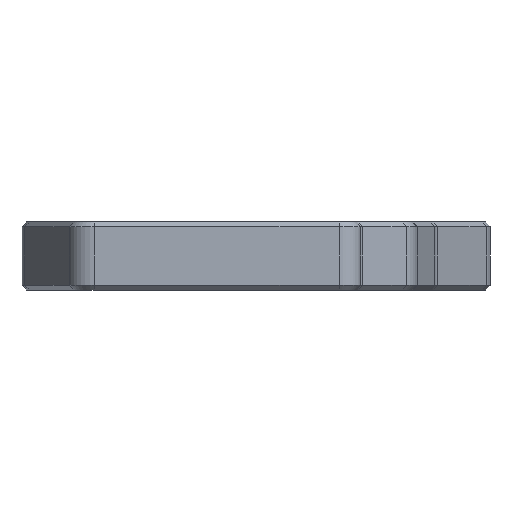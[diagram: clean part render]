
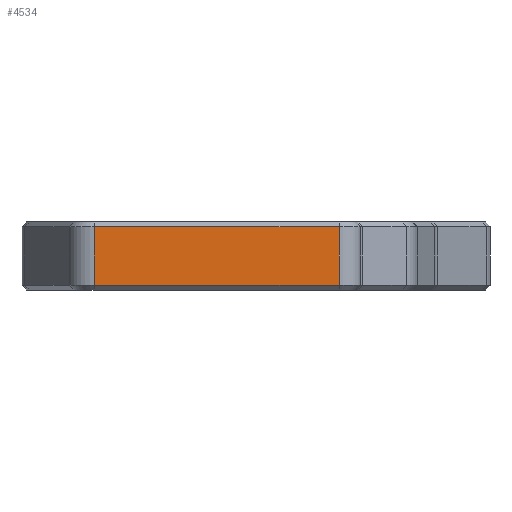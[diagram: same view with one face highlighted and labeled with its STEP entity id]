
A CAD part, left-side view. The second image highlights one B-rep face of the part: STEP entity #4534.
In plain terms, the highlighted planar face has unit normal (-1, 0, 0).
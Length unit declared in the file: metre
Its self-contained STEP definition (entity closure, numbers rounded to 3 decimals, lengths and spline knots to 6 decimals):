
#561=ORIENTED_EDGE('',*,*,#1895,.F.);
#562=ORIENTED_EDGE('',*,*,#1896,.T.);
#563=ORIENTED_EDGE('',*,*,#1892,.T.);
#564=ORIENTED_EDGE('',*,*,#1897,.T.);
#1892=EDGE_CURVE('',#2555,#2556,#2920,.T.);
#1895=EDGE_CURVE('',#2557,#2558,#2921,.T.);
#1896=EDGE_CURVE('',#2557,#2555,#2922,.T.);
#1897=EDGE_CURVE('',#2556,#2558,#2923,.T.);
#2555=VERTEX_POINT('',#6978);
#2556=VERTEX_POINT('',#6979);
#2557=VERTEX_POINT('',#6984);
#2558=VERTEX_POINT('',#6985);
#2920=LINE('',#6977,#3343);
#2921=LINE('',#6983,#3344);
#2922=LINE('',#6986,#3345);
#2923=LINE('',#6987,#3346);
#3343=VECTOR('',#5476,1.);
#3344=VECTOR('',#5483,1.);
#3345=VECTOR('',#5484,1.);
#3346=VECTOR('',#5485,1.);
#3696=EDGE_LOOP('',(#561,#562,#563,#564));
#4039=FACE_BOUND('',#3696,.T.);
#4373=PLANE('',#4882);
#4534=ADVANCED_FACE('',(#4039),#4373,.F.);
#4882=AXIS2_PLACEMENT_3D('',#6982,#5481,#5482);
#5476=DIRECTION('',(0.,0.,-1.));
#5481=DIRECTION('',(1.,0.,0.));
#5482=DIRECTION('',(0.,1.,0.));
#5483=DIRECTION('',(0.,0.,-1.));
#5484=DIRECTION('',(0.,1.,0.));
#5485=DIRECTION('',(0.,-1.,0.));
#6977=CARTESIAN_POINT('',(-0.060276,0.032998,0.0015));
#6978=CARTESIAN_POINT('',(-0.060276,0.032998,0.013));
#6979=CARTESIAN_POINT('',(-0.060276,0.032998,0.001));
#6982=CARTESIAN_POINT('',(-0.06027,0.007861,0.0015));
#6983=CARTESIAN_POINT('',(-0.060264,-0.017277,0.0015));
#6984=CARTESIAN_POINT('',(-0.060264,-0.017277,0.013));
#6985=CARTESIAN_POINT('',(-0.060264,-0.017277,0.001));
#6986=CARTESIAN_POINT('',(-0.060276,0.032998,0.013));
#6987=CARTESIAN_POINT('',(-0.06027,0.007861,0.001));
